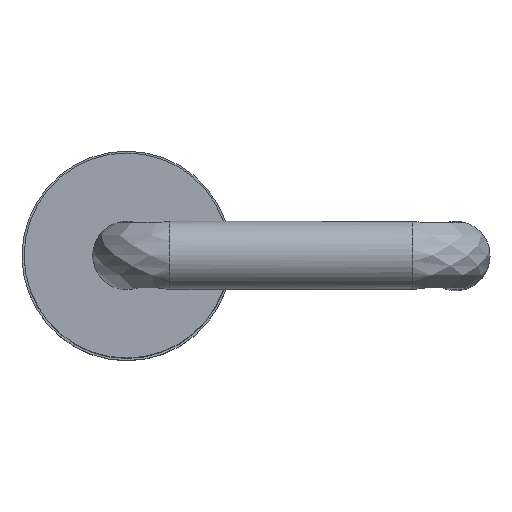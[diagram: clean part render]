
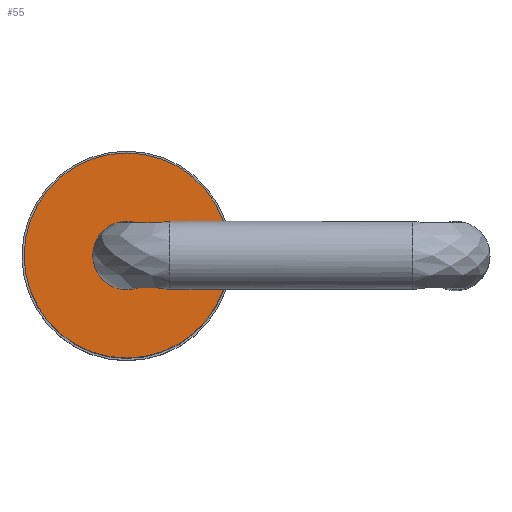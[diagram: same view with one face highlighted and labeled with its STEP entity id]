
A CAD part, top view. The second image highlights one B-rep face of the part: STEP entity #55.
In plain terms, the highlighted planar face has unit normal (0, 0, 1).
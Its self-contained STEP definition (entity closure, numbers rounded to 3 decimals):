
#13=DIRECTION('',(0.,0.,1.));
#14=DIRECTION('',(1.,0.,0.));
#24=VERTEX_POINT('',#25);
#25=CARTESIAN_POINT('',(-0.718,0.,4.935));
#30=EDGE_CURVE('',#24,#24,#31,.T.);
#31=CIRCLE('',#32,1.188);
#32=AXIS2_PLACEMENT_3D('',#33,#13,#14);
#33=CARTESIAN_POINT('',(-1.905,0.,4.935));
#55=ADVANCED_FACE('',(#56,#59),#66,.T.);
#56=FACE_BOUND('',#57,.T.);
#57=EDGE_LOOP('',(#58));
#58=ORIENTED_EDGE('',*,*,#30,.T.);
#59=FACE_BOUND('',#60,.T.);
#60=EDGE_LOOP('',(#61));
#61=ORIENTED_EDGE('',*,*,#62,.F.);
#62=EDGE_CURVE('',#63,#63,#65,.T.);
#63=VERTEX_POINT('',#64);
#64=CARTESIAN_POINT('',(-1.51,0.,4.935));
#65=CIRCLE('',#32,0.395);
#66=PLANE('',#32);
